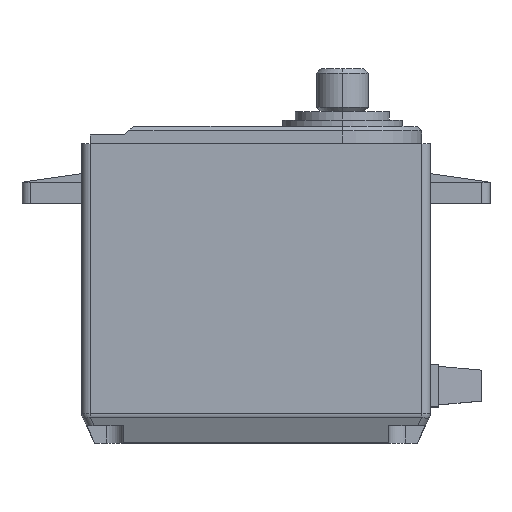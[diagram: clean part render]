
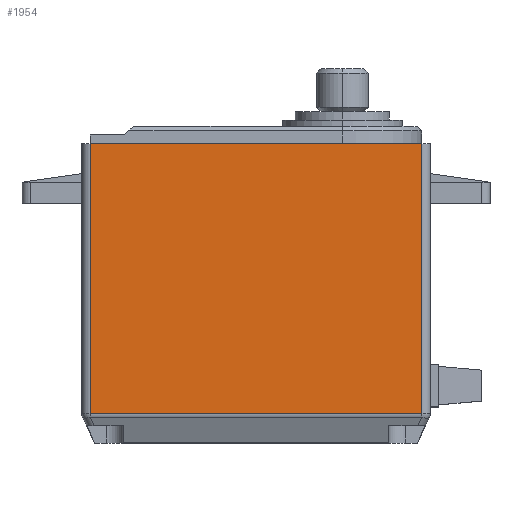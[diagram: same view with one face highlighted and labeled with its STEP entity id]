
A CAD part, top view. The second image highlights one B-rep face of the part: STEP entity #1954.
In plain terms, the highlighted planar face has unit normal (0, 0, 1).
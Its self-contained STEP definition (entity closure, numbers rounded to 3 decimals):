
#75 = LINE ( 'NONE', #1606, #3415 ) ;
#149 = CARTESIAN_POINT ( 'NONE',  ( 19.35, -14.062, 10.25 ) ) ;
#496 = LINE ( 'NONE', #2323, #2772 ) ;
#524 = VECTOR ( 'NONE', #3411, 1000. ) ;
#557 = EDGE_CURVE ( 'NONE', #603, #2155, #496, .T. ) ;
#603 = VERTEX_POINT ( 'NONE', #806 ) ;
#742 = ORIENTED_EDGE ( 'NONE', *, *, #1144, .T. ) ;
#806 = CARTESIAN_POINT ( 'NONE',  ( -19.35, 17.5, 10.25 ) ) ;
#846 = PLANE ( 'NONE',  #2098 ) ;
#967 = LINE ( 'NONE', #2186, #524 ) ;
#1050 = DIRECTION ( 'NONE',  ( -1., 0., 0. ) ) ;
#1057 = CARTESIAN_POINT ( 'NONE',  ( -19.35, -14.062, 10.25 ) ) ;
#1064 = DIRECTION ( 'NONE',  ( 0., -1., 0. ) ) ;
#1127 = LINE ( 'NONE', #2603, #1344 ) ;
#1144 = EDGE_CURVE ( 'NONE', #2155, #3124, #967, .T. ) ;
#1209 = EDGE_CURVE ( 'NONE', #3124, #1996, #1127, .T. ) ;
#1238 = ORIENTED_EDGE ( 'NONE', *, *, #2729, .T. ) ;
#1344 = VECTOR ( 'NONE', #1365, 1000. ) ;
#1365 = DIRECTION ( 'NONE',  ( 0., 1., 0. ) ) ;
#1438 = EDGE_LOOP ( 'NONE', ( #742, #3531, #1238, #3019 ) ) ;
#1606 = CARTESIAN_POINT ( 'NONE',  ( -20.35, 17.5, 10.25 ) ) ;
#1954 = ADVANCED_FACE ( 'NONE', ( #2321 ), #846, .F. ) ;
#1996 = VERTEX_POINT ( 'NONE', #2209 ) ;
#2098 = AXIS2_PLACEMENT_3D ( 'NONE', #3616, #3557, #3265 ) ;
#2155 = VERTEX_POINT ( 'NONE', #1057 ) ;
#2186 = CARTESIAN_POINT ( 'NONE',  ( 20.35, -14.062, 10.25 ) ) ;
#2209 = CARTESIAN_POINT ( 'NONE',  ( 19.35, 17.5, 10.25 ) ) ;
#2321 = FACE_OUTER_BOUND ( 'NONE', #1438, .T. ) ;
#2323 = CARTESIAN_POINT ( 'NONE',  ( -19.35, 0., 10.25 ) ) ;
#2603 = CARTESIAN_POINT ( 'NONE',  ( 19.35, 0., 10.25 ) ) ;
#2729 = EDGE_CURVE ( 'NONE', #1996, #603, #75, .T. ) ;
#2772 = VECTOR ( 'NONE', #1064, 1000. ) ;
#3019 = ORIENTED_EDGE ( 'NONE', *, *, #557, .T. ) ;
#3124 = VERTEX_POINT ( 'NONE', #149 ) ;
#3265 = DIRECTION ( 'NONE',  ( -1., 0., 0. ) ) ;
#3411 = DIRECTION ( 'NONE',  ( 1., 0., 0. ) ) ;
#3415 = VECTOR ( 'NONE', #1050, 1000. ) ;
#3531 = ORIENTED_EDGE ( 'NONE', *, *, #1209, .T. ) ;
#3557 = DIRECTION ( 'NONE',  ( 0., 0., -1. ) ) ;
#3616 = CARTESIAN_POINT ( 'NONE',  ( 0., 0., 10.25 ) ) ;
